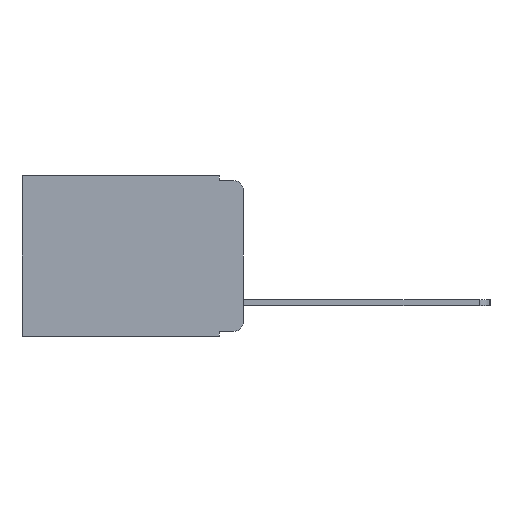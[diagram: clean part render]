
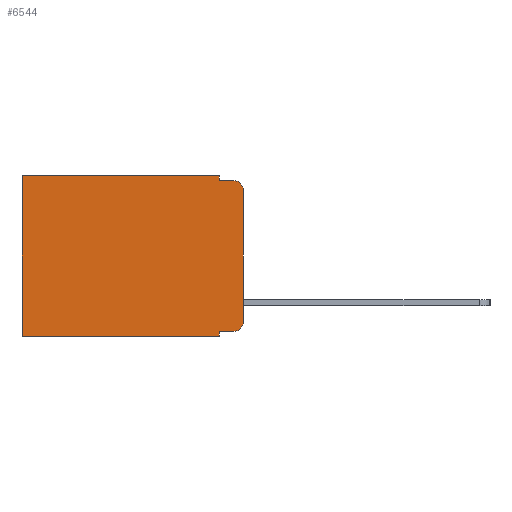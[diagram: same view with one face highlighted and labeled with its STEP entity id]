
A CAD part, left-side view. The second image highlights one B-rep face of the part: STEP entity #6544.
In plain terms, the highlighted planar face has unit normal (-1, 0, 0).
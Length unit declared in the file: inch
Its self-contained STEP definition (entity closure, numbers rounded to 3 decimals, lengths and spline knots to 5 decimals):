
#210 = CARTESIAN_POINT ( 'NONE',  ( 0.298, 0.051, -0.333 ) ) ;
#272 = VERTEX_POINT ( 'NONE', #7303 ) ;
#581 = DIRECTION ( 'NONE',  ( 0., -1., 0. ) ) ;
#597 = PLANE ( 'NONE',  #13096 ) ;
#787 = DIRECTION ( 'NONE',  ( 0., 0., -1. ) ) ;
#908 = CARTESIAN_POINT ( 'NONE',  ( 0.298, 0.051, -0.343 ) ) ;
#1254 = EDGE_CURVE ( 'NONE', #7261, #11634, #8732, .T. ) ;
#1732 = EDGE_CURVE ( 'NONE', #272, #14743, #17813, .T. ) ;
#1852 = CARTESIAN_POINT ( 'NONE',  ( 0.298, 0.02, -0.313 ) ) ;
#2003 = CARTESIAN_POINT ( 'NONE',  ( 0.298, 0., -0.343 ) ) ;
#2097 = CARTESIAN_POINT ( 'NONE',  ( 0.298, 0., -0.313 ) ) ;
#2151 = DIRECTION ( 'NONE',  ( 0., 0., -1. ) ) ;
#2318 = VERTEX_POINT ( 'NONE', #908 ) ;
#2665 = VECTOR ( 'NONE', #15881, 39.37008 ) ;
#3435 = DIRECTION ( 'NONE',  ( 0., 0., -1. ) ) ;
#3634 = EDGE_LOOP ( 'NONE', ( #7536, #13830, #6982, #17495, #7988, #19539, #17498, #11980, #11630, #16200 ) ) ;
#3763 = EDGE_CURVE ( 'NONE', #272, #14303, #3899, .T. ) ;
#3899 = LINE ( 'NONE', #5136, #19832 ) ;
#4140 = CARTESIAN_POINT ( 'NONE',  ( 0.298, 0.473, 0. ) ) ;
#4356 = EDGE_CURVE ( 'NONE', #2318, #11515, #5119, .T. ) ;
#4504 = CARTESIAN_POINT ( 'NONE',  ( 0.298, 0.051, 0. ) ) ;
#5119 = LINE ( 'NONE', #2003, #12975 ) ;
#5136 = CARTESIAN_POINT ( 'NONE',  ( 0.298, 0.051, 0. ) ) ;
#5787 = EDGE_CURVE ( 'NONE', #11572, #9127, #15547, .T. ) ;
#5950 = VECTOR ( 'NONE', #10898, 39.37008 ) ;
#6544 = ADVANCED_FACE ( 'NONE', ( #18796 ), #597, .F. ) ;
#6982 = ORIENTED_EDGE ( 'NONE', *, *, #13648, .F. ) ;
#6984 = CARTESIAN_POINT ( 'NONE',  ( 0.298, 0., 0. ) ) ;
#7261 = VERTEX_POINT ( 'NONE', #7498 ) ;
#7303 = CARTESIAN_POINT ( 'NONE',  ( 0.298, 0.051, 0. ) ) ;
#7321 = VECTOR ( 'NONE', #787, 39.37008 ) ;
#7498 = CARTESIAN_POINT ( 'NONE',  ( 0.298, 0., -0.03 ) ) ;
#7536 = ORIENTED_EDGE ( 'NONE', *, *, #11877, .F. ) ;
#7730 = CARTESIAN_POINT ( 'NONE',  ( 0.298, 0.473, -0.343 ) ) ;
#7988 = ORIENTED_EDGE ( 'NONE', *, *, #1732, .T. ) ;
#8004 = VECTOR ( 'NONE', #581, 39.37008 ) ;
#8179 = EDGE_CURVE ( 'NONE', #9157, #2318, #18274, .T. ) ;
#8313 = VECTOR ( 'NONE', #13556, 39.37008 ) ;
#8732 = CIRCLE ( 'NONE', #17239, 0.02 ) ;
#9127 = VERTEX_POINT ( 'NONE', #2097 ) ;
#9157 = VERTEX_POINT ( 'NONE', #14736 ) ;
#9770 = DIRECTION ( 'NONE',  ( 0., 1., 0. ) ) ;
#10184 = EDGE_CURVE ( 'NONE', #9157, #11572, #11107, .T. ) ;
#10898 = DIRECTION ( 'NONE',  ( 0., 0., -1. ) ) ;
#11107 = LINE ( 'NONE', #210, #2665 ) ;
#11178 = CARTESIAN_POINT ( 'NONE',  ( 0.298, 0.02, -0.01 ) ) ;
#11515 = VERTEX_POINT ( 'NONE', #7730 ) ;
#11535 = LINE ( 'NONE', #19351, #7321 ) ;
#11572 = VERTEX_POINT ( 'NONE', #18597 ) ;
#11630 = ORIENTED_EDGE ( 'NONE', *, *, #10184, .T. ) ;
#11634 = VERTEX_POINT ( 'NONE', #11178 ) ;
#11672 = DIRECTION ( 'NONE',  ( 1., 0., 0. ) ) ;
#11877 = EDGE_CURVE ( 'NONE', #7261, #9127, #11535, .T. ) ;
#11980 = ORIENTED_EDGE ( 'NONE', *, *, #8179, .F. ) ;
#12650 = LINE ( 'NONE', #19160, #8004 ) ;
#12708 = CARTESIAN_POINT ( 'NONE',  ( 0.298, 0.473, 0. ) ) ;
#12875 = DIRECTION ( 'NONE',  ( -1., 0., 0. ) ) ;
#12941 = LINE ( 'NONE', #4140, #8313 ) ;
#12975 = VECTOR ( 'NONE', #16292, 39.37008 ) ;
#13096 = AXIS2_PLACEMENT_3D ( 'NONE', #13116, #11672, #2151 ) ;
#13116 = CARTESIAN_POINT ( 'NONE',  ( 0.298, 0., 0. ) ) ;
#13340 = CARTESIAN_POINT ( 'NONE',  ( 0.298, 0.02, -0.03 ) ) ;
#13389 = DIRECTION ( 'NONE',  ( -1., 0., 0. ) ) ;
#13409 = DIRECTION ( 'NONE',  ( 0., 0., -1. ) ) ;
#13556 = DIRECTION ( 'NONE',  ( 0., 0., -1. ) ) ;
#13648 = EDGE_CURVE ( 'NONE', #14303, #11634, #12650, .T. ) ;
#13830 = ORIENTED_EDGE ( 'NONE', *, *, #1254, .T. ) ;
#14270 = DIRECTION ( 'NONE',  ( 0., 0., -1. ) ) ;
#14303 = VERTEX_POINT ( 'NONE', #19185 ) ;
#14736 = CARTESIAN_POINT ( 'NONE',  ( 0.298, 0.051, -0.333 ) ) ;
#14743 = VERTEX_POINT ( 'NONE', #12708 ) ;
#15547 = CIRCLE ( 'NONE', #19271, 0.02 ) ;
#15881 = DIRECTION ( 'NONE',  ( 0., -1., 0. ) ) ;
#16200 = ORIENTED_EDGE ( 'NONE', *, *, #5787, .T. ) ;
#16292 = DIRECTION ( 'NONE',  ( 0., 1., 0. ) ) ;
#16415 = VECTOR ( 'NONE', #9770, 39.37008 ) ;
#17117 = EDGE_CURVE ( 'NONE', #14743, #11515, #12941, .T. ) ;
#17239 = AXIS2_PLACEMENT_3D ( 'NONE', #13340, #13389, #13409 ) ;
#17495 = ORIENTED_EDGE ( 'NONE', *, *, #3763, .F. ) ;
#17498 = ORIENTED_EDGE ( 'NONE', *, *, #4356, .F. ) ;
#17813 = LINE ( 'NONE', #6984, #16415 ) ;
#18274 = LINE ( 'NONE', #4504, #5950 ) ;
#18597 = CARTESIAN_POINT ( 'NONE',  ( 0.298, 0.02, -0.333 ) ) ;
#18796 = FACE_OUTER_BOUND ( 'NONE', #3634, .T. ) ;
#19160 = CARTESIAN_POINT ( 'NONE',  ( 0.298, 0.051, -0.01 ) ) ;
#19185 = CARTESIAN_POINT ( 'NONE',  ( 0.298, 0.051, -0.01 ) ) ;
#19271 = AXIS2_PLACEMENT_3D ( 'NONE', #1852, #12875, #3435 ) ;
#19351 = CARTESIAN_POINT ( 'NONE',  ( 0.298, 0., 0. ) ) ;
#19539 = ORIENTED_EDGE ( 'NONE', *, *, #17117, .T. ) ;
#19832 = VECTOR ( 'NONE', #14270, 39.37008 ) ;
